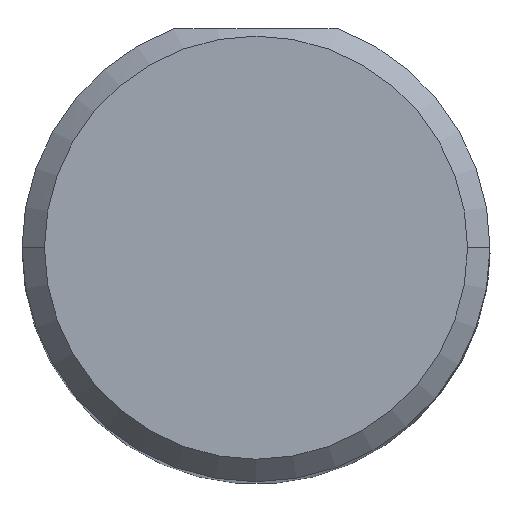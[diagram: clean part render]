
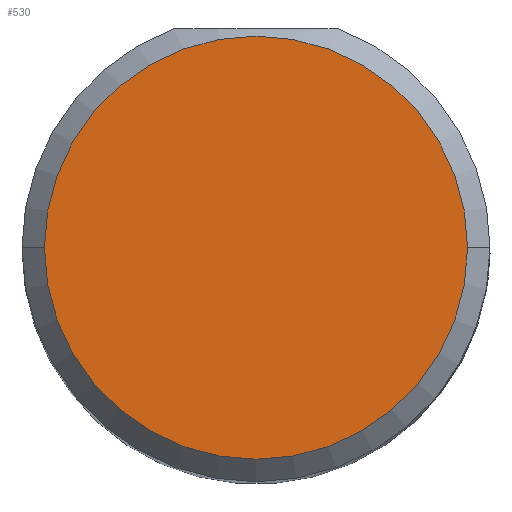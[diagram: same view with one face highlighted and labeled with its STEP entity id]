
A CAD part, top view. The second image highlights one B-rep face of the part: STEP entity #530.
In plain terms, the highlighted planar face has unit normal (0, 0, 1).
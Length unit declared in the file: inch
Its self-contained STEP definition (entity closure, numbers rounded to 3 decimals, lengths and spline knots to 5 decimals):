
#28 = PLANE ( 'NONE',  #131 ) ;
#37 = DIRECTION ( 'NONE',  ( 0., 0., 1. ) ) ;
#53 = VERTEX_POINT ( 'NONE', #362 ) ;
#68 = DIRECTION ( 'NONE',  ( 1., 0., 0. ) ) ;
#71 = FACE_OUTER_BOUND ( 'NONE', #277, .T. ) ;
#84 = CIRCLE ( 'NONE', #268, 0.14125 ) ;
#89 = DIRECTION ( 'NONE',  ( 0., 0., 1. ) ) ;
#111 = AXIS2_PLACEMENT_3D ( 'NONE', #436, #89, #190 ) ;
#131 = AXIS2_PLACEMENT_3D ( 'NONE', #427, #37, #383 ) ;
#138 = VERTEX_POINT ( 'NONE', #153 ) ;
#153 = CARTESIAN_POINT ( 'NONE',  ( 0.14125, 0., 2.5 ) ) ;
#190 = DIRECTION ( 'NONE',  ( 1., 0., 0. ) ) ;
#212 = ORIENTED_EDGE ( 'NONE', *, *, #290, .T. ) ;
#251 = CARTESIAN_POINT ( 'NONE',  ( 0., 0., 2.5 ) ) ;
#268 = AXIS2_PLACEMENT_3D ( 'NONE', #251, #460, #68 ) ;
#271 = ORIENTED_EDGE ( 'NONE', *, *, #483, .T. ) ;
#277 = EDGE_LOOP ( 'NONE', ( #212, #271 ) ) ;
#284 = CIRCLE ( 'NONE', #111, 0.14125 ) ;
#290 = EDGE_CURVE ( 'NONE', #53, #138, #284, .T. ) ;
#362 = CARTESIAN_POINT ( 'NONE',  ( -0.14125, 0., 2.5 ) ) ;
#383 = DIRECTION ( 'NONE',  ( 1., 0., 0. ) ) ;
#427 = CARTESIAN_POINT ( 'NONE',  ( 0., 0., 2.5 ) ) ;
#436 = CARTESIAN_POINT ( 'NONE',  ( 0., 0., 2.5 ) ) ;
#460 = DIRECTION ( 'NONE',  ( 0., 0., 1. ) ) ;
#483 = EDGE_CURVE ( 'NONE', #138, #53, #84, .T. ) ;
#530 = ADVANCED_FACE ( 'NONE', ( #71 ), #28, .T. ) ;
